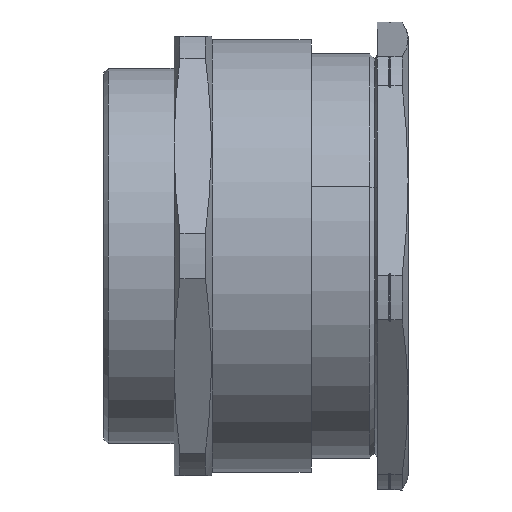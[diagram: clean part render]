
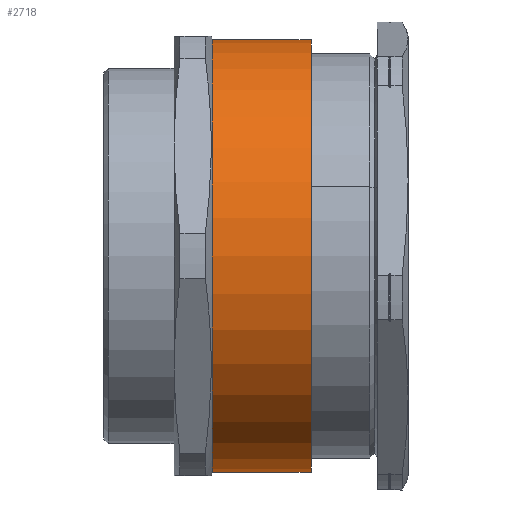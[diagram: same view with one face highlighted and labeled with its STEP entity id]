
A CAD part, front view. The second image highlights one B-rep face of the part: STEP entity #2718.
In plain terms, the highlighted cylindrical face has radius 75 mm (diameter 150 mm), a partial arc.
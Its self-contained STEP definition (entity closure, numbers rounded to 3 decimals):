
#108 = VERTEX_POINT ( 'NONE', #2484 ) ;
#188 = DIRECTION ( 'NONE',  ( 1., 0., 0. ) ) ;
#531 = CYLINDRICAL_SURFACE ( 'NONE', #1972, 75. ) ;
#619 = CARTESIAN_POINT ( 'NONE',  ( 71.8, 0., -75. ) ) ;
#668 = CIRCLE ( 'NONE', #2200, 75. ) ;
#676 = DIRECTION ( 'NONE',  ( 1., 0., 0. ) ) ;
#685 = CARTESIAN_POINT ( 'NONE',  ( 71.8, 0., 75. ) ) ;
#743 = VECTOR ( 'NONE', #676, 1000. ) ;
#753 = DIRECTION ( 'NONE',  ( 0., 0., -1. ) ) ;
#841 = DIRECTION ( 'NONE',  ( 0., 0., -1. ) ) ;
#851 = CARTESIAN_POINT ( 'NONE',  ( 71.8, 0., 0. ) ) ;
#945 = CARTESIAN_POINT ( 'NONE',  ( 71.8, 0., 0. ) ) ;
#1010 = EDGE_CURVE ( 'NONE', #108, #2183, #1255, .T. ) ;
#1130 = ORIENTED_EDGE ( 'NONE', *, *, #2613, .F. ) ;
#1160 = DIRECTION ( 'NONE',  ( 1., 0., 0. ) ) ;
#1170 = ORIENTED_EDGE ( 'NONE', *, *, #2141, .F. ) ;
#1239 = VERTEX_POINT ( 'NONE', #1362 ) ;
#1255 = LINE ( 'NONE', #1564, #2426 ) ;
#1362 = CARTESIAN_POINT ( 'NONE',  ( 71.8, 0., 75. ) ) ;
#1501 = DIRECTION ( 'NONE',  ( 1., 0., 0. ) ) ;
#1564 = CARTESIAN_POINT ( 'NONE',  ( 71.8, 0., -75. ) ) ;
#1703 = CARTESIAN_POINT ( 'NONE',  ( 37.5, 0., 0. ) ) ;
#1712 = EDGE_CURVE ( 'NONE', #2644, #108, #2811, .T. ) ;
#1761 = CARTESIAN_POINT ( 'NONE',  ( 37.5, 0., 75. ) ) ;
#1801 = DIRECTION ( 'NONE',  ( 1., 0., 0. ) ) ;
#1922 = ORIENTED_EDGE ( 'NONE', *, *, #1712, .T. ) ;
#1972 = AXIS2_PLACEMENT_3D ( 'NONE', #945, #1801, #753 ) ;
#1997 = LINE ( 'NONE', #685, #743 ) ;
#2047 = ORIENTED_EDGE ( 'NONE', *, *, #1010, .T. ) ;
#2141 = EDGE_CURVE ( 'NONE', #1239, #2183, #668, .T. ) ;
#2183 = VERTEX_POINT ( 'NONE', #619 ) ;
#2200 = AXIS2_PLACEMENT_3D ( 'NONE', #851, #1501, #2630 ) ;
#2290 = FACE_OUTER_BOUND ( 'NONE', #2544, .T. ) ;
#2426 = VECTOR ( 'NONE', #1160, 1000. ) ;
#2484 = CARTESIAN_POINT ( 'NONE',  ( 37.5, 0., -75. ) ) ;
#2544 = EDGE_LOOP ( 'NONE', ( #1130, #1922, #2047, #1170 ) ) ;
#2562 = AXIS2_PLACEMENT_3D ( 'NONE', #1703, #188, #841 ) ;
#2613 = EDGE_CURVE ( 'NONE', #2644, #1239, #1997, .T. ) ;
#2630 = DIRECTION ( 'NONE',  ( 0., 0., -1. ) ) ;
#2644 = VERTEX_POINT ( 'NONE', #1761 ) ;
#2718 = ADVANCED_FACE ( 'NONE', ( #2290 ), #531, .T. ) ;
#2811 = CIRCLE ( 'NONE', #2562, 75. ) ;
